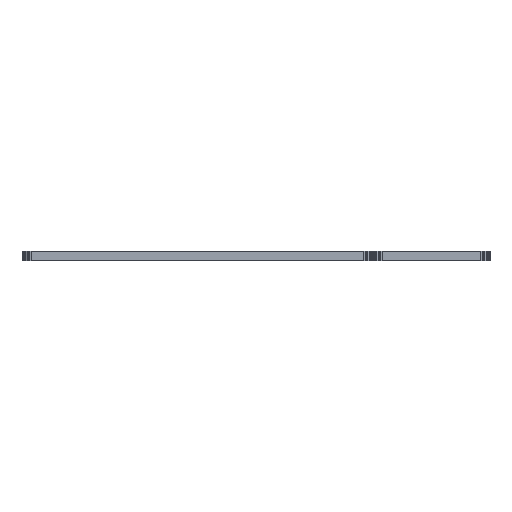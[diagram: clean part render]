
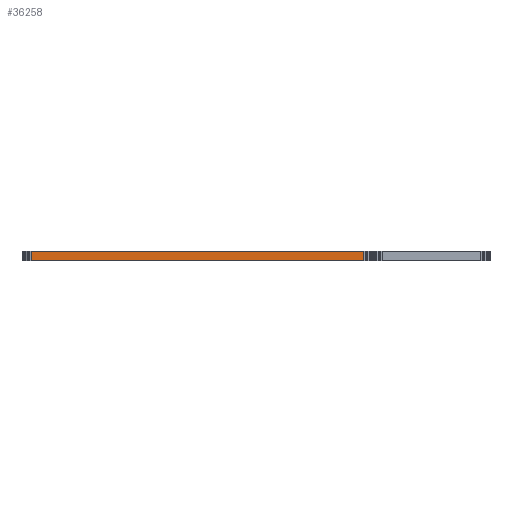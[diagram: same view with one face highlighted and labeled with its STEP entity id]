
A CAD part, left-side view. The second image highlights one B-rep face of the part: STEP entity #36258.
In plain terms, the highlighted planar face has unit normal (-1, 0, 0).
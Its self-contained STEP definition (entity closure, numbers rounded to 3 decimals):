
#83 = PLANE('',#84);
#84 = AXIS2_PLACEMENT_3D('',#85,#86,#87);
#85 = CARTESIAN_POINT('',(149.766,-91.689,1.58));
#86 = DIRECTION('',(-0.,-0.,-1.));
#87 = DIRECTION('',(-1.,0.,0.));
#137 = PLANE('',#138);
#138 = AXIS2_PLACEMENT_3D('',#139,#140,#141);
#139 = CARTESIAN_POINT('',(149.766,-91.689,0.));
#140 = DIRECTION('',(-0.,-0.,-1.));
#141 = DIRECTION('',(-1.,0.,0.));
#5253 = VERTEX_POINT('',#5254);
#5254 = CARTESIAN_POINT('',(21.431,-111.213,0.));
#5268 = PLANE('',#5269);
#5269 = AXIS2_PLACEMENT_3D('',#5270,#5271,#5272);
#5270 = CARTESIAN_POINT('',(21.449,-111.447,0.));
#5271 = DIRECTION('',(-0.997,-0.078,0.));
#5272 = DIRECTION('',(-0.078,0.997,0.));
#5280 = EDGE_CURVE('',#5253,#5281,#5283,.T.);
#5281 = VERTEX_POINT('',#5282);
#5282 = CARTESIAN_POINT('',(21.431,-57.063,0.));
#5283 = SURFACE_CURVE('',#5284,(#5288,#5295),.PCURVE_S1.);
#5284 = LINE('',#5285,#5286);
#5285 = CARTESIAN_POINT('',(21.431,-111.213,0.));
#5286 = VECTOR('',#5287,1.);
#5287 = DIRECTION('',(0.,1.,0.));
#5288 = PCURVE('',#137,#5289);
#5289 = DEFINITIONAL_REPRESENTATION('',(#5290),#5294);
#5290 = LINE('',#5291,#5292);
#5291 = CARTESIAN_POINT('',(128.335,-19.523));
#5292 = VECTOR('',#5293,1.);
#5293 = DIRECTION('',(0.,1.));
#5294 = ( GEOMETRIC_REPRESENTATION_CONTEXT(2) 
PARAMETRIC_REPRESENTATION_CONTEXT() REPRESENTATION_CONTEXT('2D SPACE',''
  ) );
#5295 = PCURVE('',#5296,#5301);
#5296 = PLANE('',#5297);
#5297 = AXIS2_PLACEMENT_3D('',#5298,#5299,#5300);
#5298 = CARTESIAN_POINT('',(21.431,-111.213,0.));
#5299 = DIRECTION('',(-1.,0.,0.));
#5300 = DIRECTION('',(0.,1.,0.));
#5301 = DEFINITIONAL_REPRESENTATION('',(#5302),#5306);
#5302 = LINE('',#5303,#5304);
#5303 = CARTESIAN_POINT('',(0.,0.));
#5304 = VECTOR('',#5305,1.);
#5305 = DIRECTION('',(1.,0.));
#5306 = ( GEOMETRIC_REPRESENTATION_CONTEXT(2) 
PARAMETRIC_REPRESENTATION_CONTEXT() REPRESENTATION_CONTEXT('2D SPACE',''
  ) );
#5324 = PLANE('',#5325);
#5325 = AXIS2_PLACEMENT_3D('',#5326,#5327,#5328);
#5326 = CARTESIAN_POINT('',(21.431,-57.063,0.));
#5327 = DIRECTION('',(-0.997,0.078,0.));
#5328 = DIRECTION('',(0.078,0.997,0.));
#23675 = VERTEX_POINT('',#23676);
#23676 = CARTESIAN_POINT('',(21.431,-111.213,1.58));
#23697 = EDGE_CURVE('',#23675,#23698,#23700,.T.);
#23698 = VERTEX_POINT('',#23699);
#23699 = CARTESIAN_POINT('',(21.431,-57.063,1.58));
#23700 = SURFACE_CURVE('',#23701,(#23705,#23712),.PCURVE_S1.);
#23701 = LINE('',#23702,#23703);
#23702 = CARTESIAN_POINT('',(21.431,-111.213,1.58));
#23703 = VECTOR('',#23704,1.);
#23704 = DIRECTION('',(0.,1.,0.));
#23705 = PCURVE('',#83,#23706);
#23706 = DEFINITIONAL_REPRESENTATION('',(#23707),#23711);
#23707 = LINE('',#23708,#23709);
#23708 = CARTESIAN_POINT('',(128.335,-19.523));
#23709 = VECTOR('',#23710,1.);
#23710 = DIRECTION('',(0.,1.));
#23711 = ( GEOMETRIC_REPRESENTATION_CONTEXT(2) 
PARAMETRIC_REPRESENTATION_CONTEXT() REPRESENTATION_CONTEXT('2D SPACE',''
  ) );
#23712 = PCURVE('',#5296,#23713);
#23713 = DEFINITIONAL_REPRESENTATION('',(#23714),#23718);
#23714 = LINE('',#23715,#23716);
#23715 = CARTESIAN_POINT('',(0.,-1.58));
#23716 = VECTOR('',#23717,1.);
#23717 = DIRECTION('',(1.,0.));
#23718 = ( GEOMETRIC_REPRESENTATION_CONTEXT(2) 
PARAMETRIC_REPRESENTATION_CONTEXT() REPRESENTATION_CONTEXT('2D SPACE',''
  ) );
#36235 = EDGE_CURVE('',#5281,#23698,#36236,.T.);
#36236 = SURFACE_CURVE('',#36237,(#36241,#36248),.PCURVE_S1.);
#36237 = LINE('',#36238,#36239);
#36238 = CARTESIAN_POINT('',(21.431,-57.063,0.));
#36239 = VECTOR('',#36240,1.);
#36240 = DIRECTION('',(0.,0.,1.));
#36241 = PCURVE('',#5324,#36242);
#36242 = DEFINITIONAL_REPRESENTATION('',(#36243),#36247);
#36243 = LINE('',#36244,#36245);
#36244 = CARTESIAN_POINT('',(0.,0.));
#36245 = VECTOR('',#36246,1.);
#36246 = DIRECTION('',(0.,-1.));
#36247 = ( GEOMETRIC_REPRESENTATION_CONTEXT(2) 
PARAMETRIC_REPRESENTATION_CONTEXT() REPRESENTATION_CONTEXT('2D SPACE',''
  ) );
#36248 = PCURVE('',#5296,#36249);
#36249 = DEFINITIONAL_REPRESENTATION('',(#36250),#36254);
#36250 = LINE('',#36251,#36252);
#36251 = CARTESIAN_POINT('',(54.15,0.));
#36252 = VECTOR('',#36253,1.);
#36253 = DIRECTION('',(0.,-1.));
#36254 = ( GEOMETRIC_REPRESENTATION_CONTEXT(2) 
PARAMETRIC_REPRESENTATION_CONTEXT() REPRESENTATION_CONTEXT('2D SPACE',''
  ) );
#36258 = ADVANCED_FACE('',(#36259),#5296,.T.);
#36259 = FACE_BOUND('',#36260,.T.);
#36260 = EDGE_LOOP('',(#36261,#36282,#36283,#36284));
#36261 = ORIENTED_EDGE('',*,*,#36262,.T.);
#36262 = EDGE_CURVE('',#5253,#23675,#36263,.T.);
#36263 = SURFACE_CURVE('',#36264,(#36268,#36275),.PCURVE_S1.);
#36264 = LINE('',#36265,#36266);
#36265 = CARTESIAN_POINT('',(21.431,-111.213,0.));
#36266 = VECTOR('',#36267,1.);
#36267 = DIRECTION('',(0.,0.,1.));
#36268 = PCURVE('',#5296,#36269);
#36269 = DEFINITIONAL_REPRESENTATION('',(#36270),#36274);
#36270 = LINE('',#36271,#36272);
#36271 = CARTESIAN_POINT('',(0.,0.));
#36272 = VECTOR('',#36273,1.);
#36273 = DIRECTION('',(0.,-1.));
#36274 = ( GEOMETRIC_REPRESENTATION_CONTEXT(2) 
PARAMETRIC_REPRESENTATION_CONTEXT() REPRESENTATION_CONTEXT('2D SPACE',''
  ) );
#36275 = PCURVE('',#5268,#36276);
#36276 = DEFINITIONAL_REPRESENTATION('',(#36277),#36281);
#36277 = LINE('',#36278,#36279);
#36278 = CARTESIAN_POINT('',(0.235,0.));
#36279 = VECTOR('',#36280,1.);
#36280 = DIRECTION('',(0.,-1.));
#36281 = ( GEOMETRIC_REPRESENTATION_CONTEXT(2) 
PARAMETRIC_REPRESENTATION_CONTEXT() REPRESENTATION_CONTEXT('2D SPACE',''
  ) );
#36282 = ORIENTED_EDGE('',*,*,#23697,.T.);
#36283 = ORIENTED_EDGE('',*,*,#36235,.F.);
#36284 = ORIENTED_EDGE('',*,*,#5280,.F.);
